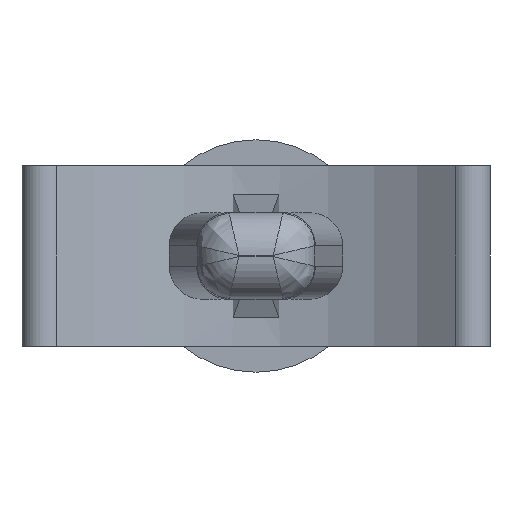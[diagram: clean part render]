
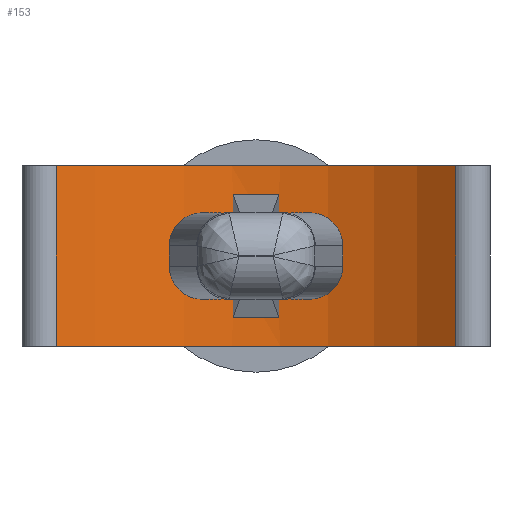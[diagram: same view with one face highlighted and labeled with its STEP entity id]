
A CAD part, front view. The second image highlights one B-rep face of the part: STEP entity #153.
In plain terms, the highlighted cylindrical face has radius 9.14 mm (diameter 18.28 mm), a partial arc.
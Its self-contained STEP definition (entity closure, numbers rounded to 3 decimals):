
#153 = ADVANCED_FACE( '', ( #413, #414 ), #415, .F. );
#413 = FACE_OUTER_BOUND( '', #878, .T. );
#414 = FACE_BOUND( '', #879, .T. );
#415 = CYLINDRICAL_SURFACE( '', #880, 9.14 );
#878 = EDGE_LOOP( '', ( #2081, #2082, #2083, #2084 ) );
#879 = EDGE_LOOP( '', ( #2085, #2086, #2087, #2088 ) );
#880 = AXIS2_PLACEMENT_3D( '', #2089, #2090, #2091 );
#2081 = ORIENTED_EDGE( '', *, *, #3076, .T. );
#2082 = ORIENTED_EDGE( '', *, *, #3077, .F. );
#2083 = ORIENTED_EDGE( '', *, *, #3078, .F. );
#2084 = ORIENTED_EDGE( '', *, *, #3079, .T. );
#2085 = ORIENTED_EDGE( '', *, *, #3080, .T. );
#2086 = ORIENTED_EDGE( '', *, *, #3081, .T. );
#2087 = ORIENTED_EDGE( '', *, *, #3082, .T. );
#2088 = ORIENTED_EDGE( '', *, *, #3083, .T. );
#2089 = CARTESIAN_POINT( '', ( 0., -11.51, 2.75 ) );
#2090 = DIRECTION( '', ( 0., 0., 1. ) );
#2091 = DIRECTION( '', ( -1., 0., 0. ) );
#3076 = EDGE_CURVE( '', #3505, #3506, #3507, .T. );
#3077 = EDGE_CURVE( '', #3508, #3506, #3509, .T. );
#3078 = EDGE_CURVE( '', #3510, #3508, #3511, .T. );
#3079 = EDGE_CURVE( '', #3510, #3505, #3512, .T. );
#3080 = EDGE_CURVE( '', #3513, #3514, #3515, .T. );
#3081 = EDGE_CURVE( '', #3514, #3516, #3517, .T. );
#3082 = EDGE_CURVE( '', #3516, #3518, #3519, .T. );
#3083 = EDGE_CURVE( '', #3518, #3513, #3520, .F. );
#3505 = VERTEX_POINT( '', #4106 );
#3506 = VERTEX_POINT( '', #4107 );
#3507 = CIRCLE( '', #4108, 9.14 );
#3508 = VERTEX_POINT( '', #4109 );
#3509 = LINE( '', #4110, #4111 );
#3510 = VERTEX_POINT( '', #4112 );
#3511 = CIRCLE( '', #4113, 9.14 );
#3512 = LINE( '', #4114, #4115 );
#3513 = VERTEX_POINT( '', #4116 );
#3514 = VERTEX_POINT( '', #4117 );
#3515 = CIRCLE( '', #4118, 9.14 );
#3516 = VERTEX_POINT( '', #4119 );
#3517 = LINE( '', #4120, #4121 );
#3518 = VERTEX_POINT( '', #4122 );
#3519 = CIRCLE( '', #4123, 9.14 );
#3520 = LINE( '', #4124, #4125 );
#4106 = CARTESIAN_POINT( '', ( -6.107, -4.71, -2.75 ) );
#4107 = CARTESIAN_POINT( '', ( 6.107, -4.71, -2.75 ) );
#4108 = AXIS2_PLACEMENT_3D( '', #4859, #4860, #4861 );
#4109 = CARTESIAN_POINT( '', ( 6.107, -4.71, 2.75 ) );
#4110 = CARTESIAN_POINT( '', ( 6.107, -4.71, 2.75 ) );
#4111 = VECTOR( '', #4862, 1000. );
#4112 = CARTESIAN_POINT( '', ( -6.107, -4.71, 2.75 ) );
#4113 = AXIS2_PLACEMENT_3D( '', #4863, #4864, #4865 );
#4114 = CARTESIAN_POINT( '', ( -6.107, -4.71, 2.75 ) );
#4115 = VECTOR( '', #4866, 1000. );
#4116 = CARTESIAN_POINT( '', ( -0.7, -2.397, 1.875 ) );
#4117 = CARTESIAN_POINT( '', ( 0.7, -2.397, 1.875 ) );
#4118 = AXIS2_PLACEMENT_3D( '', #4867, #4868, #4869 );
#4119 = CARTESIAN_POINT( '', ( 0.7, -2.397, -1.875 ) );
#4120 = CARTESIAN_POINT( '', ( 0.7, -2.397, 2.75 ) );
#4121 = VECTOR( '', #4870, 1000. );
#4122 = CARTESIAN_POINT( '', ( -0.7, -2.397, -1.875 ) );
#4123 = AXIS2_PLACEMENT_3D( '', #4871, #4872, #4873 );
#4124 = CARTESIAN_POINT( '', ( -0.7, -2.397, 2.75 ) );
#4125 = VECTOR( '', #4874, 1000. );
#4859 = CARTESIAN_POINT( '', ( 0., -11.51, -2.75 ) );
#4860 = DIRECTION( '', ( 0., 0., -1. ) );
#4861 = DIRECTION( '', ( 1., 0., 0. ) );
#4862 = DIRECTION( '', ( 0., 0., -1. ) );
#4863 = CARTESIAN_POINT( '', ( 0., -11.51, 2.75 ) );
#4864 = DIRECTION( '', ( 0., 0., -1. ) );
#4865 = DIRECTION( '', ( 1., 0., 0. ) );
#4866 = DIRECTION( '', ( 0., 0., -1. ) );
#4867 = CARTESIAN_POINT( '', ( 0., -11.51, 1.875 ) );
#4868 = DIRECTION( '', ( 0., 0., -1. ) );
#4869 = DIRECTION( '', ( -1., 0., 0. ) );
#4870 = DIRECTION( '', ( 0., 0., -1. ) );
#4871 = CARTESIAN_POINT( '', ( 0., -11.51, -1.875 ) );
#4872 = DIRECTION( '', ( 0., 0., 1. ) );
#4873 = DIRECTION( '', ( 1., 0., 0. ) );
#4874 = DIRECTION( '', ( 0., 0., -1. ) );
